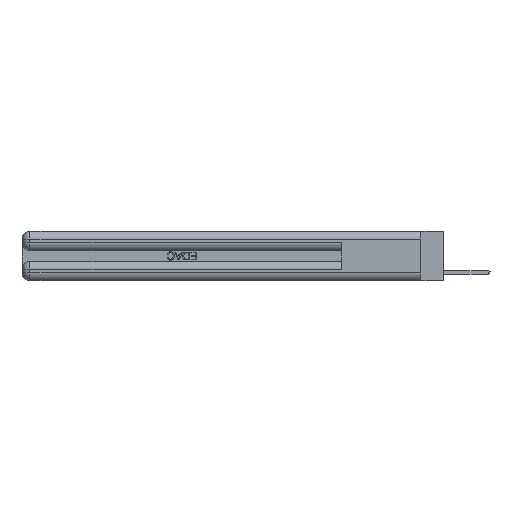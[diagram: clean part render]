
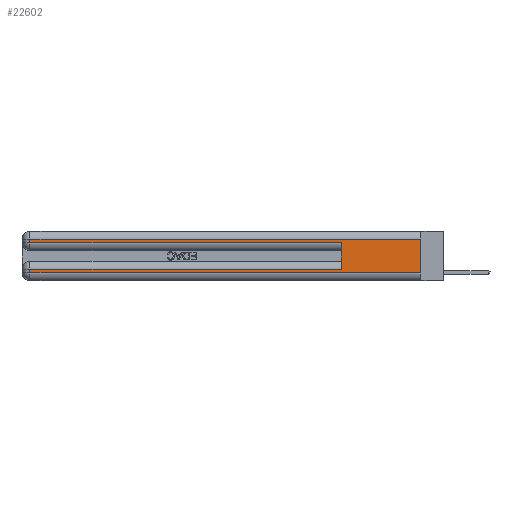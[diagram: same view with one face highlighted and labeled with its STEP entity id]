
A CAD part, left-side view. The second image highlights one B-rep face of the part: STEP entity #22602.
In plain terms, the highlighted planar face has unit normal (-1, 0, 0).
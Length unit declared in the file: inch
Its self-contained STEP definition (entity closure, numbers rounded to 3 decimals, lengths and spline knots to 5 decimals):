
#12 = DIRECTION ( 'NONE',  ( 0., 1., 0. ) ) ;
#157 = CARTESIAN_POINT ( 'NONE',  ( 0., 2.94, 0.285 ) ) ;
#558 = CARTESIAN_POINT ( 'NONE',  ( 0., 0., 0.37 ) ) ;
#800 = CARTESIAN_POINT ( 'NONE',  ( 0., 2.94, 0.31 ) ) ;
#1262 = CARTESIAN_POINT ( 'NONE',  ( 0., 0., 0.06 ) ) ;
#1839 = EDGE_CURVE ( 'NONE', #9401, #6207, #22981, .T. ) ;
#1860 = DIRECTION ( 'NONE',  ( 0., 0., -1. ) ) ;
#2220 = AXIS2_PLACEMENT_3D ( 'NONE', #558, #10688, #22586 ) ;
#3159 = EDGE_CURVE ( 'NONE', #10613, #9401, #26878, .T. ) ;
#4059 = VERTEX_POINT ( 'NONE', #157 ) ;
#4357 = LINE ( 'NONE', #26238, #25046 ) ;
#4719 = LINE ( 'NONE', #28503, #14391 ) ;
#4999 = VECTOR ( 'NONE', #5522, 39.37008 ) ;
#5522 = DIRECTION ( 'NONE',  ( 0., 1., 0. ) ) ;
#5877 = CARTESIAN_POINT ( 'NONE',  ( 0., 0.6, 0.085 ) ) ;
#6207 = VERTEX_POINT ( 'NONE', #14247 ) ;
#7273 = ORIENTED_EDGE ( 'NONE', *, *, #23311, .T. ) ;
#8119 = ORIENTED_EDGE ( 'NONE', *, *, #21261, .T. ) ;
#8899 = VECTOR ( 'NONE', #10927, 39.37008 ) ;
#9401 = VERTEX_POINT ( 'NONE', #27528 ) ;
#9829 = LINE ( 'NONE', #29035, #17928 ) ;
#10122 = LINE ( 'NONE', #24400, #4999 ) ;
#10220 = LINE ( 'NONE', #19581, #17605 ) ;
#10613 = VERTEX_POINT ( 'NONE', #30127 ) ;
#10688 = DIRECTION ( 'NONE',  ( 1., 0., 0. ) ) ;
#10927 = DIRECTION ( 'NONE',  ( 0., -1., 0. ) ) ;
#10985 = VECTOR ( 'NONE', #14818, 39.37008 ) ;
#11050 = VERTEX_POINT ( 'NONE', #18197 ) ;
#11444 = CARTESIAN_POINT ( 'NONE',  ( 0., 2.94, 0.37 ) ) ;
#12043 = VECTOR ( 'NONE', #13831, 39.37008 ) ;
#13046 = CARTESIAN_POINT ( 'NONE',  ( 0., 0., 0.31 ) ) ;
#13831 = DIRECTION ( 'NONE',  ( 0., 0., -1. ) ) ;
#13984 = LINE ( 'NONE', #11444, #12043 ) ;
#14247 = CARTESIAN_POINT ( 'NONE',  ( 0., 0., 0.06 ) ) ;
#14391 = VECTOR ( 'NONE', #1860, 39.37008 ) ;
#14498 = EDGE_CURVE ( 'NONE', #21694, #6207, #4719, .T. ) ;
#14818 = DIRECTION ( 'NONE',  ( 0., 0., -1. ) ) ;
#14954 = EDGE_CURVE ( 'NONE', #4059, #11050, #4357, .T. ) ;
#16547 = ORIENTED_EDGE ( 'NONE', *, *, #1839, .T. ) ;
#17605 = VECTOR ( 'NONE', #29576, 39.37008 ) ;
#17928 = VECTOR ( 'NONE', #12, 39.37008 ) ;
#18197 = CARTESIAN_POINT ( 'NONE',  ( 0., 0.6, 0.285 ) ) ;
#18674 = EDGE_CURVE ( 'NONE', #27608, #11050, #10220, .T. ) ;
#19581 = CARTESIAN_POINT ( 'NONE',  ( 0., 0.6, 0.145 ) ) ;
#21048 = ORIENTED_EDGE ( 'NONE', *, *, #3159, .T. ) ;
#21130 = ORIENTED_EDGE ( 'NONE', *, *, #29007, .T. ) ;
#21261 = EDGE_CURVE ( 'NONE', #27608, #10613, #10122, .T. ) ;
#21694 = VERTEX_POINT ( 'NONE', #13046 ) ;
#22235 = EDGE_LOOP ( 'NONE', ( #29832, #7273, #21130, #24501, #23141, #8119, #21048, #16547 ) ) ;
#22280 = PLANE ( 'NONE',  #2220 ) ;
#22586 = DIRECTION ( 'NONE',  ( 0., 0., -1. ) ) ;
#22602 = ADVANCED_FACE ( 'NONE', ( #24962 ), #22280, .F. ) ;
#22981 = LINE ( 'NONE', #1262, #8899 ) ;
#23141 = ORIENTED_EDGE ( 'NONE', *, *, #18674, .F. ) ;
#23311 = EDGE_CURVE ( 'NONE', #21694, #25933, #9829, .T. ) ;
#23865 = DIRECTION ( 'NONE',  ( 0., -1., 0. ) ) ;
#24400 = CARTESIAN_POINT ( 'NONE',  ( 0., 0., 0.085 ) ) ;
#24501 = ORIENTED_EDGE ( 'NONE', *, *, #14954, .T. ) ;
#24962 = FACE_OUTER_BOUND ( 'NONE', #22235, .T. ) ;
#25046 = VECTOR ( 'NONE', #23865, 39.37008 ) ;
#25933 = VERTEX_POINT ( 'NONE', #800 ) ;
#26238 = CARTESIAN_POINT ( 'NONE',  ( 0., 0., 0.285 ) ) ;
#26240 = CARTESIAN_POINT ( 'NONE',  ( 0., 2.94, 0.37 ) ) ;
#26878 = LINE ( 'NONE', #26240, #10985 ) ;
#27528 = CARTESIAN_POINT ( 'NONE',  ( 0., 2.94, 0.06 ) ) ;
#27608 = VERTEX_POINT ( 'NONE', #5877 ) ;
#28503 = CARTESIAN_POINT ( 'NONE',  ( 0., 0., 0.37 ) ) ;
#29007 = EDGE_CURVE ( 'NONE', #25933, #4059, #13984, .T. ) ;
#29035 = CARTESIAN_POINT ( 'NONE',  ( 0., 0., 0.31 ) ) ;
#29576 = DIRECTION ( 'NONE',  ( 0., 0., 1. ) ) ;
#29832 = ORIENTED_EDGE ( 'NONE', *, *, #14498, .F. ) ;
#30127 = CARTESIAN_POINT ( 'NONE',  ( 0., 2.94, 0.085 ) ) ;
